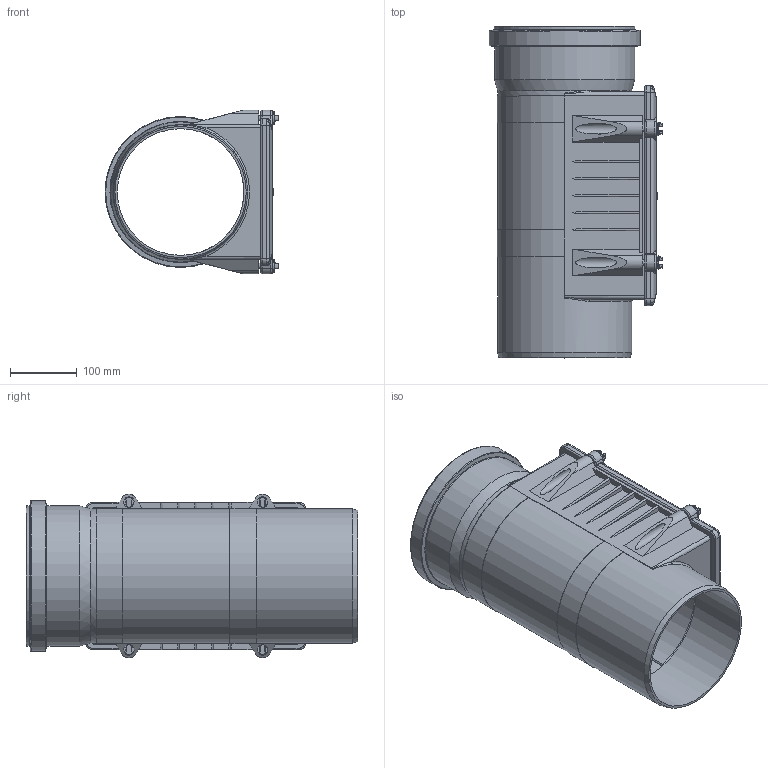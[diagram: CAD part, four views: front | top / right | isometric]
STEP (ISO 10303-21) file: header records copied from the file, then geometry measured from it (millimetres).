
FILE_DESCRIPTION(/* description */ (''),/* implementation_level */ '2;1');
FILE_NAME(/* name */ '223600 KGRE Reinigungsrohr eckig DN_OD 200 Zusammenbau.stp',/* time_stamp */ '2017-04-19T08:13:51+02:00',/* author */ ('user1'),/* organization */ (''),/* preprocessor_version */ 'ST-DEVELOPER v16.1',/* originating_system */ 'Autodesk Inventor 2016',/* authorisation */ '');
FILE_SCHEMA (('AUTOMOTIVE_DESIGN { 1 0 10303 214 3 1 1 }'));
Length unit declared in the file: millimetre
Products named in the file (5): 223600 KGRE Reinigungsrohr DN_OD 200; 223600 KGRE Reinigungsrohr DN_OD 200 Dichtung; 223600 KGRE Reinigungsrohr DN_OD 200 Deckel; 223600 KGRE Reinigungsrohr DN_OD 200 Befestigung; 223600 KGRE Reinigungsrohr eckig DN_OD 200 Zusammenbau
Assembly tree (7 placements, depth 2):
  223600 KGRE Reinigungsrohr eckig DN_OD 200 Zusammenbau
    223600 KGRE Reinigungsrohr DN_OD 200
    223600 KGRE Reinigungsrohr DN_OD 200 Dichtung
    223600 KGRE Reinigungsrohr DN_OD 200 Deckel
    223600 KGRE Reinigungsrohr DN_OD 200 Befestigung  x4
Bounding box: 260 x 496 x 244.5 mm (x, y, z)
Volume: 3158768.7 mm3; surface area: 1116636.6 mm2
Topology: 7 solids, 7 shells, 1065 faces, 2399 edges, 1322 vertices
Faces by surface type: cylinder 329, plane 265, bspline 198, torus 130, sphere 120, cone 23
Full cylindrical faces by diameter (mm): 7.9 x4, 10 x1, 16 x8, 20 x4, 189.3 x1, 200.5 x1, 200.6 x1, 200.9 x2, 209.4 x1, 209.7 x1, 217 x1, 225.8 x1
Entity records: 21479 total; most frequent: CARTESIAN_POINT 6065, DIRECTION 3400, ORIENTED_EDGE 3040, EDGE_CURVE 1520, AXIS2_PLACEMENT_3D 1366, VERTEX_POINT 885, EDGE_LOOP 759, FACE_OUTER_BOUND 690
